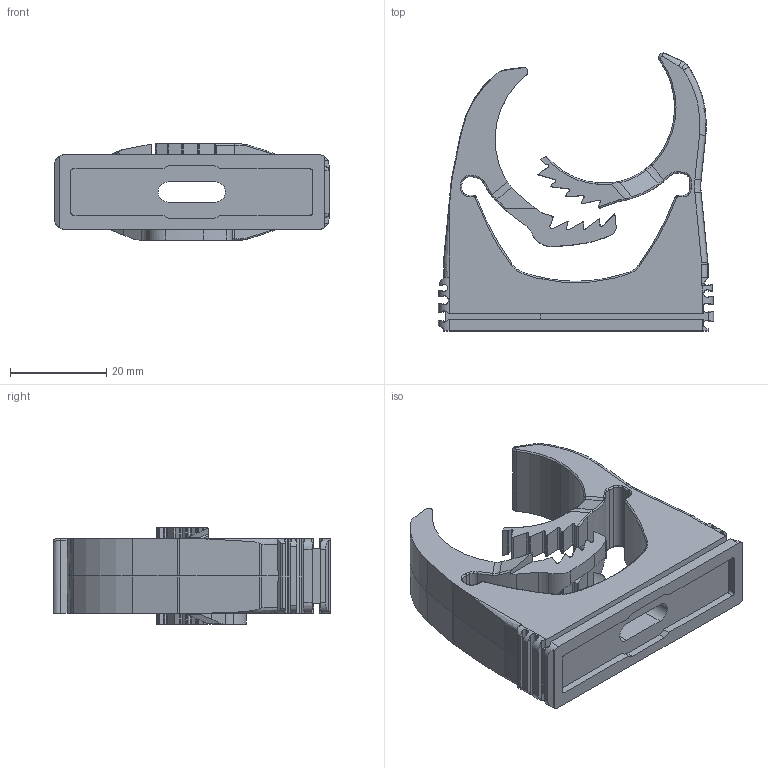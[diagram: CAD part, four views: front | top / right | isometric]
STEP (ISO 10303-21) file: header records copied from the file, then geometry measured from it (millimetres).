
FILE_DESCRIPTION (( 'STEP AP214' ), '1' );
FILE_NAME ('2153157.stp', '2017-03-28T07:17:08', ( '' ), ( '' ), 'SwSTEP 2.0', 'SolidWorks 2016', '' );
FILE_SCHEMA (( 'AUTOMOTIVE_DESIGN' ));
Length unit declared in the file: millimetre
Products named in the file (1): 2153157
Bounding box: 57.2 x 57.8 x 20 mm (x, y, z)
Volume: 21495.5 mm3; surface area: 11315.3 mm2
Topology: 1 solids, 1 shells, 461 faces, 1305 edges, 846 vertices
Faces by surface type: cylinder 186, plane 176, bspline 81, cone 18
Entity records: 19026 total; most frequent: CARTESIAN_POINT 7849, ORIENTED_EDGE 2606, DIRECTION 2074, EDGE_CURVE 1303, VERTEX_POINT 846, AXIS2_PLACEMENT_3D 723, LINE 628, VECTOR 628
